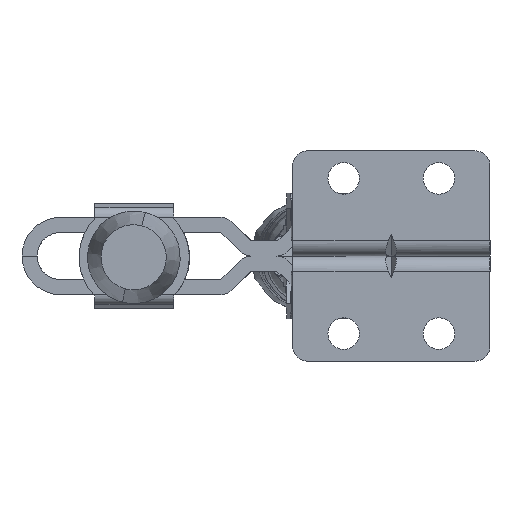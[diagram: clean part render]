
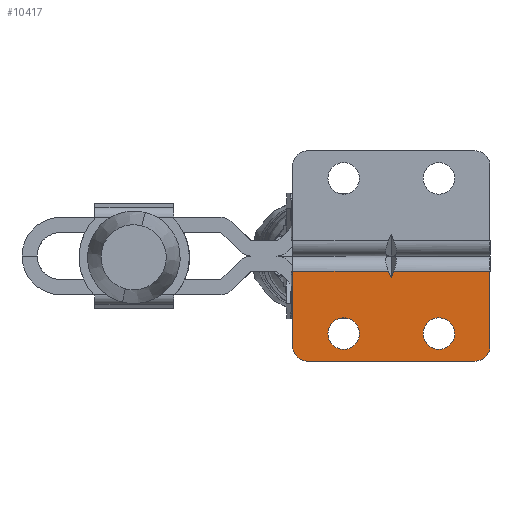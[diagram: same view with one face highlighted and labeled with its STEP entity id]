
A CAD part, front view. The second image highlights one B-rep face of the part: STEP entity #10417.
In plain terms, the highlighted planar face has unit normal (0, -1, 0).
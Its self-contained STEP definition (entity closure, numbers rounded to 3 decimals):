
#899 = DIRECTION ( 'NONE',  ( 0., 0., 1. ) ) ;
#1112 = DIRECTION ( 'NONE',  ( 0., -1., 0. ) ) ;
#1179 = CARTESIAN_POINT ( 'NONE',  ( -36.4, 0., -21. ) ) ;
#1454 = DIRECTION ( 'NONE',  ( -1., 0., 0. ) ) ;
#1727 = DIRECTION ( 'NONE',  ( 1., 0., 0. ) ) ;
#2159 = PLANE ( 'NONE',  #10971 ) ;
#2745 = VERTEX_POINT ( 'NONE', #25653 ) ;
#2851 = CIRCLE ( 'NONE', #24548, 3.15 ) ;
#2893 = AXIS2_PLACEMENT_3D ( 'NONE', #8742, #8535, #8429 ) ;
#3905 = LINE ( 'NONE', #6554, #23647 ) ;
#4154 = EDGE_CURVE ( 'NONE', #14782, #22988, #25952, .T. ) ;
#4545 = CARTESIAN_POINT ( 'NONE',  ( -20.263, 0., -3. ) ) ;
#5394 = ORIENTED_EDGE ( 'NONE', *, *, #23192, .F. ) ;
#5453 = ORIENTED_EDGE ( 'NONE', *, *, #12746, .F. ) ;
#6554 = CARTESIAN_POINT ( 'NONE',  ( 0., 0., -3. ) ) ;
#7373 = CIRCLE ( 'NONE', #33098, 3.15 ) ;
#7517 = LINE ( 'NONE', #27819, #29653 ) ;
#7559 = ORIENTED_EDGE ( 'NONE', *, *, #24878, .F. ) ;
#7932 = VERTEX_POINT ( 'NONE', #27550 ) ;
#7968 = VECTOR ( 'NONE', #8478, 1000. ) ;
#8178 = CARTESIAN_POINT ( 'NONE',  ( -26.05, 0., -15.5 ) ) ;
#8429 = DIRECTION ( 'NONE',  ( -1., 0., 0. ) ) ;
#8478 = DIRECTION ( 'NONE',  ( 0.383, 0., 0.924 ) ) ;
#8535 = DIRECTION ( 'NONE',  ( 0., -1., 0. ) ) ;
#8742 = CARTESIAN_POINT ( 'NONE',  ( -10.2, 0., -15.5 ) ) ;
#9502 = DIRECTION ( 'NONE',  ( 0., -1., 0. ) ) ;
#9571 = CARTESIAN_POINT ( 'NONE',  ( -3., 0., -18. ) ) ;
#10241 = VECTOR ( 'NONE', #30700, 1000. ) ;
#10243 = DIRECTION ( 'NONE',  ( 0., 1., 0. ) ) ;
#10263 = CARTESIAN_POINT ( 'NONE',  ( 0., 0., -3. ) ) ;
#10306 = VERTEX_POINT ( 'NONE', #4545 ) ;
#10417 = ADVANCED_FACE ( 'NONE', ( #25271, #14852, #32153 ), #2159, .F. ) ;
#10602 = ORIENTED_EDGE ( 'NONE', *, *, #23144, .F. ) ;
#10971 = AXIS2_PLACEMENT_3D ( 'NONE', #10263, #28290, #12897 ) ;
#11569 = ORIENTED_EDGE ( 'NONE', *, *, #26030, .T. ) ;
#12052 = CIRCLE ( 'NONE', #19182, 3.15 ) ;
#12172 = DIRECTION ( 'NONE',  ( -1., 0., 0. ) ) ;
#12648 = EDGE_LOOP ( 'NONE', ( #13147, #27169 ) ) ;
#12663 = VERTEX_POINT ( 'NONE', #30523 ) ;
#12746 = EDGE_CURVE ( 'NONE', #14728, #12663, #14399, .T. ) ;
#12897 = DIRECTION ( 'NONE',  ( -1., 0., 0. ) ) ;
#13147 = ORIENTED_EDGE ( 'NONE', *, *, #33074, .F. ) ;
#13766 = CARTESIAN_POINT ( 'NONE',  ( -39.4, 0., -3. ) ) ;
#13911 = EDGE_CURVE ( 'NONE', #10306, #7932, #14746, .T. ) ;
#13952 = VECTOR ( 'NONE', #22536, 1000. ) ;
#14399 = CIRCLE ( 'NONE', #19228, 3. ) ;
#14585 = CARTESIAN_POINT ( 'NONE',  ( -32.35, 0., -15.5 ) ) ;
#14728 = VERTEX_POINT ( 'NONE', #1179 ) ;
#14746 = LINE ( 'NONE', #17346, #13952 ) ;
#14782 = VERTEX_POINT ( 'NONE', #29537 ) ;
#14852 = FACE_BOUND ( 'NONE', #12648, .T. ) ;
#15331 = CARTESIAN_POINT ( 'NONE',  ( -39.4, 0., -21. ) ) ;
#15348 = CIRCLE ( 'NONE', #29081, 3. ) ;
#15629 = LINE ( 'NONE', #21312, #7968 ) ;
#15905 = EDGE_LOOP ( 'NONE', ( #5394, #20192 ) ) ;
#16194 = EDGE_CURVE ( 'NONE', #14728, #29971, #16299, .T. ) ;
#16299 = LINE ( 'NONE', #15331, #10241 ) ;
#16448 = EDGE_LOOP ( 'NONE', ( #30450, #10602, #21406, #5453, #32069, #25941, #11569, #18301, #7559 ) ) ;
#16543 = CARTESIAN_POINT ( 'NONE',  ( -29.2, 0., -15.5 ) ) ;
#16893 = DIRECTION ( 'NONE',  ( 0., -1., 0. ) ) ;
#17174 = CARTESIAN_POINT ( 'NONE',  ( 0., 0., -3. ) ) ;
#17346 = CARTESIAN_POINT ( 'NONE',  ( -16.655, 0., -10.752 ) ) ;
#17906 = VECTOR ( 'NONE', #899, 1000. ) ;
#18120 = LINE ( 'NONE', #17174, #31789 ) ;
#18301 = ORIENTED_EDGE ( 'NONE', *, *, #25861, .F. ) ;
#19136 = DIRECTION ( 'NONE',  ( -1., 0., 0. ) ) ;
#19182 = AXIS2_PLACEMENT_3D ( 'NONE', #24919, #9502, #27509 ) ;
#19228 = AXIS2_PLACEMENT_3D ( 'NONE', #25670, #10243, #28275 ) ;
#20068 = DIRECTION ( 'NONE',  ( 0., 0., 1. ) ) ;
#20192 = ORIENTED_EDGE ( 'NONE', *, *, #21903, .F. ) ;
#21085 = CARTESIAN_POINT ( 'NONE',  ( -19.199, 0., -3. ) ) ;
#21312 = CARTESIAN_POINT ( 'NONE',  ( -16.387, 0., 3.789 ) ) ;
#21406 = ORIENTED_EDGE ( 'NONE', *, *, #31717, .F. ) ;
#21903 = EDGE_CURVE ( 'NONE', #29812, #29616, #2851, .T. ) ;
#22263 = EDGE_CURVE ( 'NONE', #27625, #29971, #15348, .T. ) ;
#22536 = DIRECTION ( 'NONE',  ( 0.422, 0., -0.907 ) ) ;
#22988 = VERTEX_POINT ( 'NONE', #24191 ) ;
#23144 = EDGE_CURVE ( 'NONE', #30732, #10306, #18120, .T. ) ;
#23192 = EDGE_CURVE ( 'NONE', #29616, #29812, #12052, .T. ) ;
#23647 = VECTOR ( 'NONE', #27140, 1000. ) ;
#24191 = CARTESIAN_POINT ( 'NONE',  ( -13.35, 0., -15.5 ) ) ;
#24261 = CARTESIAN_POINT ( 'NONE',  ( -3., 0., -21. ) ) ;
#24548 = AXIS2_PLACEMENT_3D ( 'NONE', #16543, #1112, #19136 ) ;
#24722 = LINE ( 'NONE', #13766, #17906 ) ;
#24878 = EDGE_CURVE ( 'NONE', #7932, #27726, #15629, .T. ) ;
#24919 = CARTESIAN_POINT ( 'NONE',  ( -29.2, 0., -15.5 ) ) ;
#25271 = FACE_BOUND ( 'NONE', #15905, .T. ) ;
#25653 = CARTESIAN_POINT ( 'NONE',  ( 0., 0., -3. ) ) ;
#25670 = CARTESIAN_POINT ( 'NONE',  ( -36.4, 0., -18. ) ) ;
#25848 = CARTESIAN_POINT ( 'NONE',  ( -39.4, 0., -3. ) ) ;
#25861 = EDGE_CURVE ( 'NONE', #27726, #2745, #3905, .T. ) ;
#25941 = ORIENTED_EDGE ( 'NONE', *, *, #22263, .F. ) ;
#25952 = CIRCLE ( 'NONE', #2893, 3.15 ) ;
#26030 = EDGE_CURVE ( 'NONE', #27625, #2745, #7517, .T. ) ;
#27140 = DIRECTION ( 'NONE',  ( 1., 0., 0. ) ) ;
#27169 = ORIENTED_EDGE ( 'NONE', *, *, #4154, .F. ) ;
#27509 = DIRECTION ( 'NONE',  ( -1., 0., 0. ) ) ;
#27550 = CARTESIAN_POINT ( 'NONE',  ( -19.7, 0., -4.209 ) ) ;
#27574 = DIRECTION ( 'NONE',  ( 0., 1., 0. ) ) ;
#27625 = VERTEX_POINT ( 'NONE', #28621 ) ;
#27726 = VERTEX_POINT ( 'NONE', #21085 ) ;
#27819 = CARTESIAN_POINT ( 'NONE',  ( 0., 0., -3. ) ) ;
#28275 = DIRECTION ( 'NONE',  ( -1., 0., 0. ) ) ;
#28290 = DIRECTION ( 'NONE',  ( 0., 1., 0. ) ) ;
#28621 = CARTESIAN_POINT ( 'NONE',  ( 0., 0., -18. ) ) ;
#29081 = AXIS2_PLACEMENT_3D ( 'NONE', #9571, #27574, #12172 ) ;
#29537 = CARTESIAN_POINT ( 'NONE',  ( -7.05, 0., -15.5 ) ) ;
#29616 = VERTEX_POINT ( 'NONE', #14585 ) ;
#29653 = VECTOR ( 'NONE', #20068, 1000. ) ;
#29812 = VERTEX_POINT ( 'NONE', #8178 ) ;
#29971 = VERTEX_POINT ( 'NONE', #24261 ) ;
#30450 = ORIENTED_EDGE ( 'NONE', *, *, #13911, .F. ) ;
#30523 = CARTESIAN_POINT ( 'NONE',  ( -39.4, 0., -18. ) ) ;
#30700 = DIRECTION ( 'NONE',  ( 1., 0., 0. ) ) ;
#30732 = VERTEX_POINT ( 'NONE', #25848 ) ;
#31717 = EDGE_CURVE ( 'NONE', #12663, #30732, #24722, .T. ) ;
#31789 = VECTOR ( 'NONE', #1727, 1000. ) ;
#32069 = ORIENTED_EDGE ( 'NONE', *, *, #16194, .T. ) ;
#32153 = FACE_OUTER_BOUND ( 'NONE', #16448, .T. ) ;
#32308 = CARTESIAN_POINT ( 'NONE',  ( -10.2, 0., -15.5 ) ) ;
#33074 = EDGE_CURVE ( 'NONE', #22988, #14782, #7373, .T. ) ;
#33098 = AXIS2_PLACEMENT_3D ( 'NONE', #32308, #16893, #1454 ) ;
